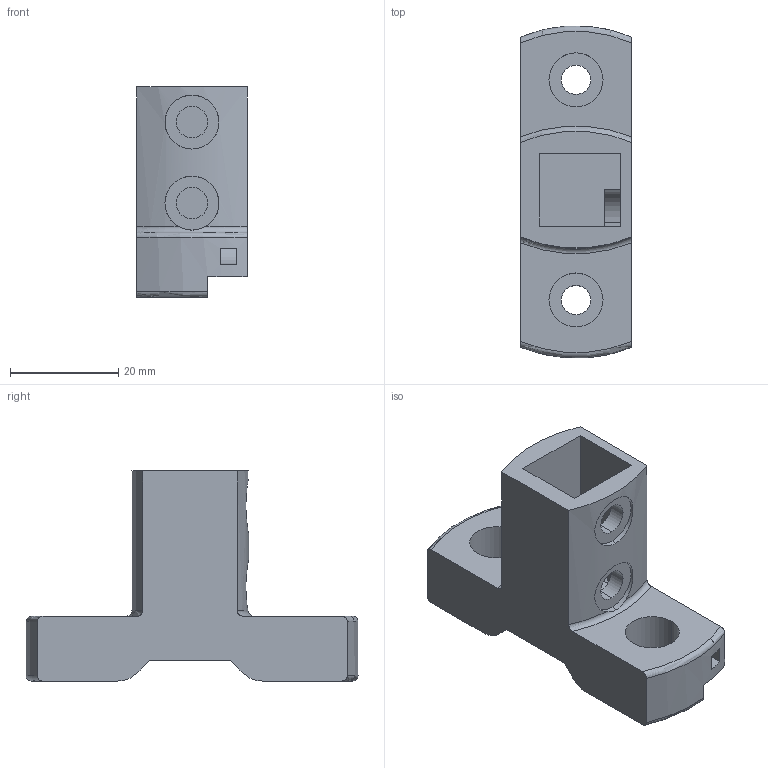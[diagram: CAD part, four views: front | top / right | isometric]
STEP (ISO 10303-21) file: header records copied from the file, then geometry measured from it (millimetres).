
FILE_DESCRIPTION (( 'STEP AP214' ), '1' );
FILE_NAME ('Mount.STEP', '2018-11-29T07:22:17', ( '' ), ( '' ), 'SwSTEP 2.0', 'SolidWorks 2018', '' );
FILE_SCHEMA (( 'AUTOMOTIVE_DESIGN' ));
Length unit declared in the file: millimetre
Products named in the file (1): Mount
Bounding box: 20.5 x 61.46 x 38.9 mm (x, y, z)
Volume: 15944.1 mm3; surface area: 8624.9 mm2
Topology: 1 solids, 1 shells, 60 faces, 170 edges, 113 vertices
Faces by surface type: plane 30, cylinder 24, torus 6
Entity records: 2231 total; most frequent: CARTESIAN_POINT 592, ORIENTED_EDGE 340, DIRECTION 333, EDGE_CURVE 170, AXIS2_PLACEMENT_3D 120, VERTEX_POINT 113, LINE 93, VECTOR 93
